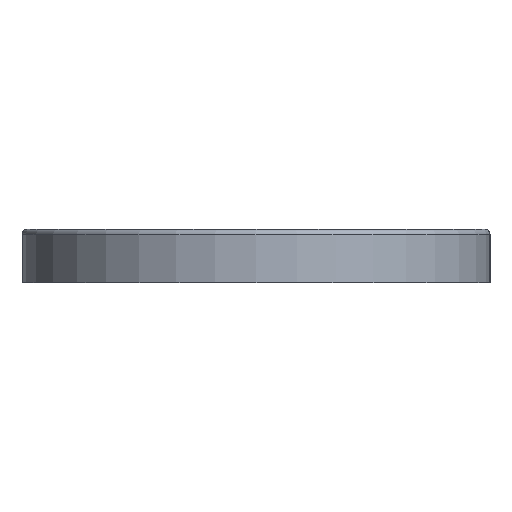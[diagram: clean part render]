
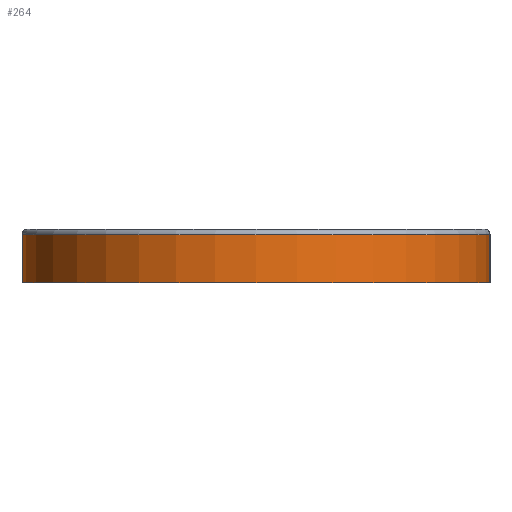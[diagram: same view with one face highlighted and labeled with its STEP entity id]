
A CAD part, left-side view. The second image highlights one B-rep face of the part: STEP entity #264.
In plain terms, the highlighted cylindrical face has radius 17.5 mm (diameter 35 mm), a partial arc.
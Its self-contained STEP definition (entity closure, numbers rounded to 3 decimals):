
#68=CARTESIAN_POINT('',(0.,17.5,-1.));
#69=VERTEX_POINT('',#68);
#76=CARTESIAN_POINT('',(17.5,-0.,-1.));
#77=VERTEX_POINT('',#76);
#84=CARTESIAN_POINT('',(-0.,-0.,-1.));
#85=DIRECTION('',(0.,0.,1.));
#86=DIRECTION('',(1.,0.,-0.));
#87=AXIS2_PLACEMENT_3D('',#84,#85,#86);
#88=CIRCLE('',#87,17.5);
#89=EDGE_CURVE('',#69,#77,#88,.T.);
#214=CARTESIAN_POINT('',(0.,17.5,2.6));
#215=VERTEX_POINT('',#214);
#216=CARTESIAN_POINT('',(0.,17.5,2.6));
#217=DIRECTION('',(0.,-0.,-1.));
#218=VECTOR('',#217,3.6);
#219=LINE('',#216,#218);
#220=EDGE_CURVE('',#215,#69,#219,.T.);
#240=CARTESIAN_POINT('',(-0.,-0.,3.));
#241=DIRECTION('',(0.,-0.,-1.));
#242=DIRECTION('',(0.,1.,-0.));
#243=AXIS2_PLACEMENT_3D('',#240,#241,#242);
#244=CYLINDRICAL_SURFACE('',#243,17.5);
#245=CARTESIAN_POINT('',(17.5,-0.,2.6));
#246=VERTEX_POINT('',#245);
#247=CARTESIAN_POINT('',(17.5,-0.,2.6));
#248=DIRECTION('',(0.,-0.,-1.));
#249=VECTOR('',#248,3.6);
#250=LINE('',#247,#249);
#251=EDGE_CURVE('',#246,#77,#250,.T.);
#252=ORIENTED_EDGE('',*,*,#251,.F.);
#253=CARTESIAN_POINT('',(-0.,-0.,2.6));
#254=DIRECTION('',(-0.,-0.,-1.));
#255=DIRECTION('',(1.,0.,-0.));
#256=AXIS2_PLACEMENT_3D('',#253,#254,#255);
#257=CIRCLE('',#256,17.5);
#258=EDGE_CURVE('',#246,#215,#257,.T.);
#259=ORIENTED_EDGE('',*,*,#258,.T.);
#260=ORIENTED_EDGE('',*,*,#220,.T.);
#261=ORIENTED_EDGE('',*,*,#89,.T.);
#262=EDGE_LOOP('',(#252,#259,#260,#261));
#263=FACE_BOUND('',#262,.T.);
#264=ADVANCED_FACE('',(#263),#244,.T.);
